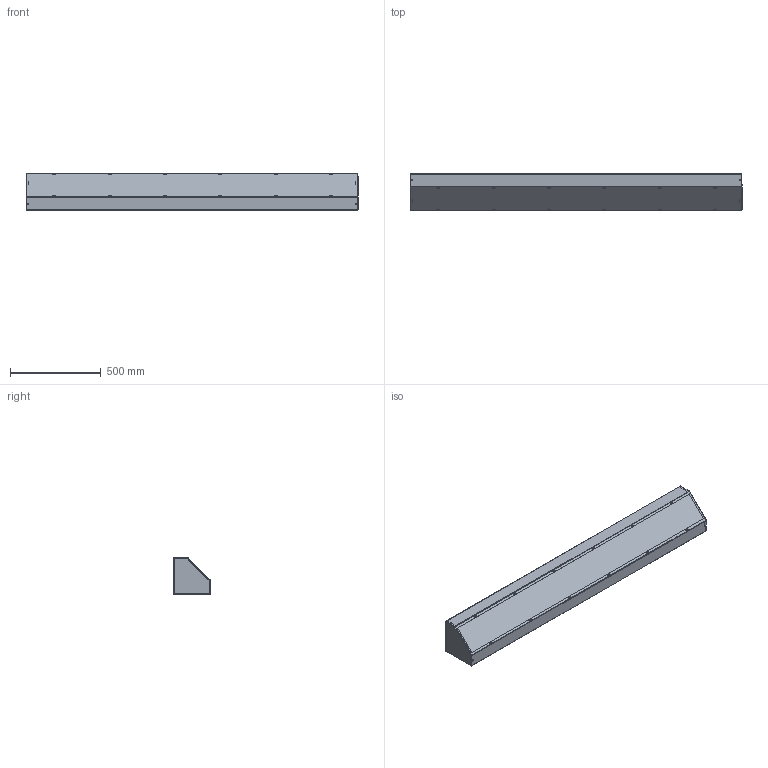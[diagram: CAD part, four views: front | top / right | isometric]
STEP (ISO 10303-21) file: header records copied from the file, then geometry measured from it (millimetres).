
FILE_DESCRIPTION (( 'STEP AP214' ), '1' );
FILE_NAME ('S8872ATNK.STEP', '2021-09-24T18:47:46', ( '' ), ( '' ), 'SwSTEP 2.0', 'SolidWorks 2021', '' );
FILE_SCHEMA (( 'AUTOMOTIVE_DESIGN' ));
Length unit declared in the file: inch
Products named in the file (1): S8872ATNK
Bounding box: 1828.8 x 205.23 x 205.23 mm (x, y, z)
Volume: 2718675 mm3; surface area: 2917551.5 mm2
Topology: 32 solids, 32 shells, 2252 faces, 5416 edges, 3240 vertices
Faces by surface type: cone 720, cylinder 576, plane 484, bspline 392, torus 80
Entity records: 105561 total; most frequent: CARTESIAN_POINT 23773, DIRECTION 11478, ORIENTED_EDGE 10768, EDGE_CURVE 5384, AXIS2_PLACEMENT_3D 4697, VERTEX_POINT 3240, CIRCLE 2836, EDGE_LOOP 2432
